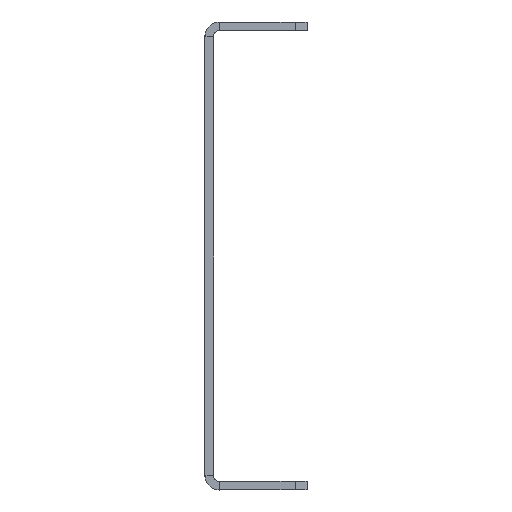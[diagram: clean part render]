
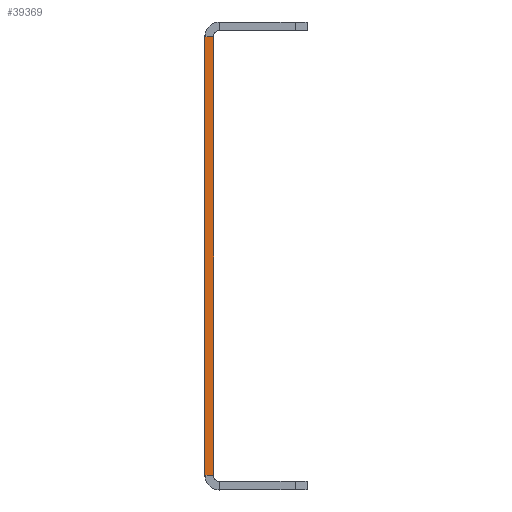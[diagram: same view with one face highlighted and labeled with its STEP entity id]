
A CAD part, left-side view. The second image highlights one B-rep face of the part: STEP entity #39369.
In plain terms, the highlighted planar face has unit normal (-1, 0, 0).
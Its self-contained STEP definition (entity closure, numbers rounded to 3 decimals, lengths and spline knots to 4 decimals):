
#4509=FACE_OUTER_BOUND('',#6741,.T.);
#6741=EDGE_LOOP('',(#32205,#32206,#32207,#32208));
#7623=LINE('',#55506,#11379);
#8858=LINE('',#60468,#12614);
#8890=LINE('',#60826,#12646);
#10627=LINE('',#65428,#14383);
#11379=VECTOR('',#44185,2.344);
#12614=VECTOR('',#47674,0.046);
#12646=VECTOR('',#47708,2.344);
#14383=VECTOR('',#52373,0.046);
#15253=VERTEX_POINT('',#55503);
#15254=VERTEX_POINT('',#55505);
#17055=VERTEX_POINT('',#60087);
#17082=VERTEX_POINT('',#60825);
#18923=EDGE_CURVE('',#15253,#15254,#7623,.T.);
#21044=EDGE_CURVE('',#15254,#17055,#8858,.T.);
#21076=EDGE_CURVE('',#17082,#17055,#8890,.T.);
#23428=EDGE_CURVE('',#15253,#17082,#10627,.T.);
#32205=ORIENTED_EDGE('',*,*,#21044,.F.);
#32206=ORIENTED_EDGE('',*,*,#18923,.F.);
#32207=ORIENTED_EDGE('',*,*,#23428,.T.);
#32208=ORIENTED_EDGE('',*,*,#21076,.T.);
#35798=PLANE('',#42772);
#39369=ADVANCED_FACE('',(#4509),#35798,.T.);
#42772=AXIS2_PLACEMENT_3D('',#65427,#52371,#52372);
#44185=DIRECTION('',(0.,0.,-1.));
#47674=DIRECTION('',(0.,1.,0.));
#47708=DIRECTION('',(0.,0.,-1.));
#52371=DIRECTION('center_axis',(-1.,0.,0.));
#52372=DIRECTION('ref_axis',(0.,0.,1.));
#52373=DIRECTION('',(0.,1.,0.));
#55503=CARTESIAN_POINT('',(-1.0419,0.,0.5362));
#55505=CARTESIAN_POINT('',(-1.0419,0.,-1.8078));
#55506=CARTESIAN_POINT('',(-1.0419,0.,0.5362));
#60087=CARTESIAN_POINT('',(-1.0419,0.046,-1.8078));
#60468=CARTESIAN_POINT('',(-1.0419,0.,-1.8078));
#60825=CARTESIAN_POINT('',(-1.0419,0.046,0.5362));
#60826=CARTESIAN_POINT('',(-1.0419,0.046,0.5362));
#65427=CARTESIAN_POINT('Origin',(-1.0419,0.046,0.6142));
#65428=CARTESIAN_POINT('',(-1.0419,0.,0.5362));
